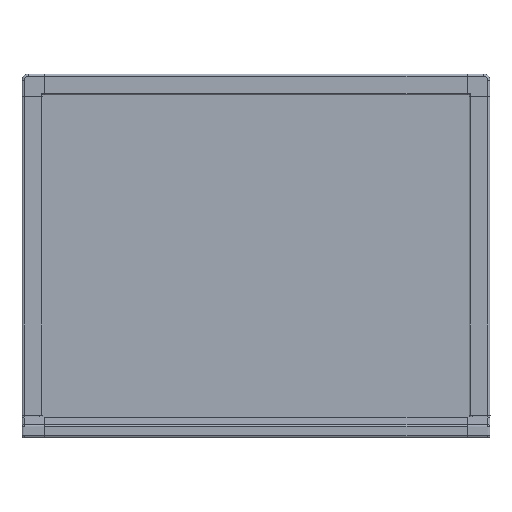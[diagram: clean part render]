
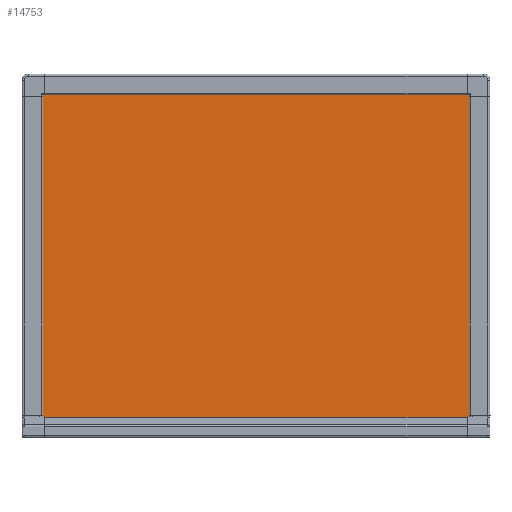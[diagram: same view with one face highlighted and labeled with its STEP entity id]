
A CAD part, top view. The second image highlights one B-rep face of the part: STEP entity #14753.
In plain terms, the highlighted face is planar.
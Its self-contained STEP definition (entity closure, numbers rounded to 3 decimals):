
#757=PLANE('',#16547);
#1461=FACE_OUTER_BOUND('',#2248,.T.);
#2248=EDGE_LOOP('',(#12937,#12938,#12939,#12940));
#3472=LINE('',#24850,#4862);
#3476=LINE('',#24858,#4866);
#3479=LINE('',#24864,#4869);
#3482=LINE('',#24869,#4872);
#4862=VECTOR('',#20386,10.);
#4866=VECTOR('',#20392,10.);
#4869=VECTOR('',#20397,10.);
#4872=VECTOR('',#20402,10.);
#7051=VERTEX_POINT('',#24848);
#7052=VERTEX_POINT('',#24849);
#7055=VERTEX_POINT('',#24857);
#7057=VERTEX_POINT('',#24863);
#9049=EDGE_CURVE('',#7051,#7052,#3472,.T.);
#9053=EDGE_CURVE('',#7055,#7051,#3476,.T.);
#9056=EDGE_CURVE('',#7057,#7055,#3479,.T.);
#9059=EDGE_CURVE('',#7052,#7057,#3482,.T.);
#12937=ORIENTED_EDGE('',*,*,#9059,.F.);
#12938=ORIENTED_EDGE('',*,*,#9049,.F.);
#12939=ORIENTED_EDGE('',*,*,#9053,.F.);
#12940=ORIENTED_EDGE('',*,*,#9056,.F.);
#14753=ADVANCED_FACE('',(#1461),#757,.F.);
#16547=AXIS2_PLACEMENT_3D('',#24872,#20406,#20407);
#20386=DIRECTION('',(0.,-1.,0.));
#20392=DIRECTION('',(-1.,0.,0.));
#20397=DIRECTION('',(0.,1.,0.));
#20402=DIRECTION('',(1.,0.,0.));
#20406=DIRECTION('center_axis',(0.,0.,1.));
#20407=DIRECTION('ref_axis',(1.,0.,0.));
#24848=CARTESIAN_POINT('',(-162.,212.,2.));
#24849=CARTESIAN_POINT('',(-162.,-212.,2.));
#24850=CARTESIAN_POINT('',(-162.,212.,2.));
#24857=CARTESIAN_POINT('',(162.,212.,2.));
#24858=CARTESIAN_POINT('',(162.,212.,2.));
#24863=CARTESIAN_POINT('',(162.,-212.,2.));
#24864=CARTESIAN_POINT('',(162.,-212.,2.));
#24869=CARTESIAN_POINT('',(-162.,-212.,2.));
#24872=CARTESIAN_POINT('Origin',(0.,0.,
2.));
